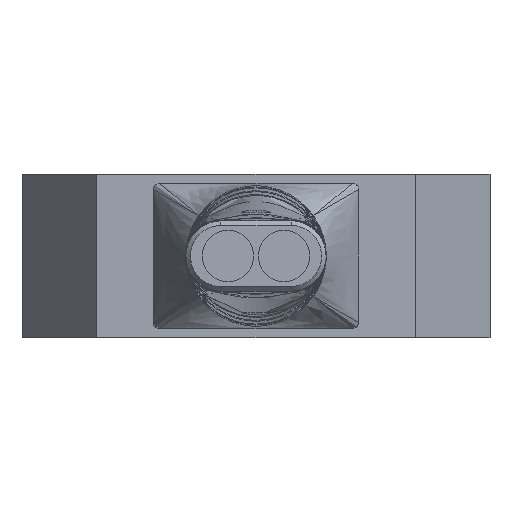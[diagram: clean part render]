
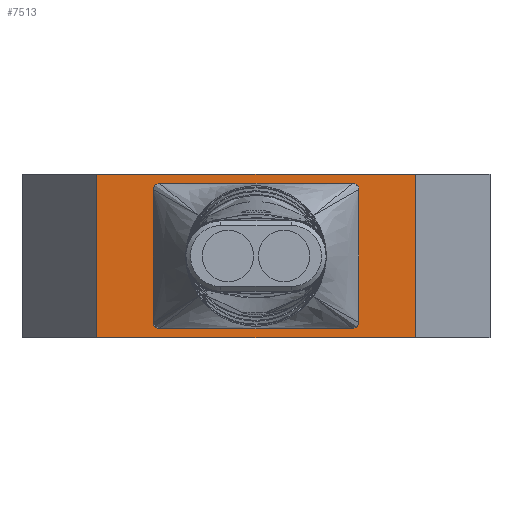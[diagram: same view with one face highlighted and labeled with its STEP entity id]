
A CAD part, front view. The second image highlights one B-rep face of the part: STEP entity #7513.
In plain terms, the highlighted planar face has unit normal (0, -1, 0).
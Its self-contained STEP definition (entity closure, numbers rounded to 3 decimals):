
#1=DIRECTION('',(1.,0.,0.));
#2=VECTOR('',#1,13.6);
#3=CARTESIAN_POINT('',(3.2,-32.,0.));
#4=LINE('',#3,#2);
#63=DIRECTION('',(0.,0.,-1.));
#64=VECTOR('',#63,7.);
#65=CARTESIAN_POINT('',(16.8,-32.,7.));
#66=LINE('',#65,#64);
#67=DIRECTION('',(0.,0.,-1.));
#68=VECTOR('',#67,7.);
#69=CARTESIAN_POINT('',(3.2,-32.,7.));
#70=LINE('',#69,#68);
#411=DIRECTION('',(-1.,0.,0.));
#412=VECTOR('',#411,13.6);
#413=CARTESIAN_POINT('',(16.8,-32.,7.));
#414=LINE('',#413,#412);
#1825=CARTESIAN_POINT('',(14.119,-32.,
0.4));
#1826=CARTESIAN_POINT('',(11.373,-32.,
0.4));
#1827=CARTESIAN_POINT('',(8.627,-32.,
0.4));
#1828=CARTESIAN_POINT('',(5.881,-32.,
0.4));
#1838=CARTESIAN_POINT('',(5.881,-32.,
0.4));
#1839=CARTESIAN_POINT('',(5.838,-32.,
0.4));
#1840=CARTESIAN_POINT('',(5.76,-32.,
0.415));
#1841=CARTESIAN_POINT('',(5.668,-32.,
0.473));
#1842=CARTESIAN_POINT('',(5.612,-32.,
0.559));
#1843=CARTESIAN_POINT('',(5.6,-32.,
0.624));
#1844=CARTESIAN_POINT('',(5.6,-32.,
0.66));
#1846=CARTESIAN_POINT('',(5.6,-32.,
0.66));
#1847=CARTESIAN_POINT('',(5.6,-32.,2.553));
#1848=CARTESIAN_POINT('',(5.6,-32.,4.447));
#1849=CARTESIAN_POINT('',(5.6,-32.,6.34));
#1863=CARTESIAN_POINT('',(5.6,-32.,6.34));
#1864=CARTESIAN_POINT('',(5.6,-32.,6.378));
#1865=CARTESIAN_POINT('',(5.615,-32.,6.446));
#1866=CARTESIAN_POINT('',(5.67,-32.,6.528));
#1867=CARTESIAN_POINT('',(5.766,-32.,6.587));
#1868=CARTESIAN_POINT('',(5.84,-32.,6.6));
#1869=CARTESIAN_POINT('',(5.881,-32.,6.6));
#1878=CARTESIAN_POINT('',(5.881,-32.,6.6));
#1879=CARTESIAN_POINT('',(8.627,-32.,6.6));
#1880=CARTESIAN_POINT('',(11.373,-32.,6.6));
#1881=CARTESIAN_POINT('',(14.119,-32.,6.6));
#1891=CARTESIAN_POINT('',(14.119,-32.,6.6));
#1892=CARTESIAN_POINT('',(14.162,-32.,6.6));
#1893=CARTESIAN_POINT('',(14.24,-32.,6.585));
#1894=CARTESIAN_POINT('',(14.332,-32.,6.527));
#1895=CARTESIAN_POINT('',(14.388,-32.,6.441));
#1896=CARTESIAN_POINT('',(14.4,-32.,6.376));
#1897=CARTESIAN_POINT('',(14.4,-32.,6.34));
#1899=CARTESIAN_POINT('',(14.4,-32.,6.34));
#1900=CARTESIAN_POINT('',(14.4,-32.,4.447));
#1901=CARTESIAN_POINT('',(14.4,-32.,2.553));
#1902=CARTESIAN_POINT('',(14.4,-32.,
0.66));
#1916=CARTESIAN_POINT('',(14.4,-32.,
0.66));
#1917=CARTESIAN_POINT('',(14.4,-32.,
0.622));
#1918=CARTESIAN_POINT('',(14.385,-32.,
0.554));
#1919=CARTESIAN_POINT('',(14.33,-32.,
0.472));
#1920=CARTESIAN_POINT('',(14.234,-32.,
0.413));
#1921=CARTESIAN_POINT('',(14.16,-32.,
0.4));
#1922=CARTESIAN_POINT('',(14.119,-32.,
0.4));
#6477=CARTESIAN_POINT('',(3.2,-32.,0.));
#6478=CARTESIAN_POINT('',(16.8,-32.,0.));
#6479=VERTEX_POINT('',#6477);
#6480=VERTEX_POINT('',#6478);
#6521=CARTESIAN_POINT('',(16.8,-32.,7.));
#6522=CARTESIAN_POINT('',(3.2,-32.,7.));
#6523=VERTEX_POINT('',#6521);
#6524=VERTEX_POINT('',#6522);
#6557=VERTEX_POINT('',#1825);
#6558=VERTEX_POINT('',#1828);
#6559=VERTEX_POINT('',#1916);
#6560=VERTEX_POINT('',#1899);
#6561=VERTEX_POINT('',#1891);
#6562=VERTEX_POINT('',#1878);
#6563=VERTEX_POINT('',#1863);
#6564=VERTEX_POINT('',#1846);
#7481=CARTESIAN_POINT('',(0.,-32.,0.));
#7482=DIRECTION('',(0.,-1.,0.));
#7483=DIRECTION('',(1.,0.,0.));
#7484=AXIS2_PLACEMENT_3D('',#7481,#7482,#7483);
#7485=PLANE('',#7484);
#7486=ORIENTED_EDGE('',*,*,#7434,.F.);
#7488=ORIENTED_EDGE('',*,*,#7487,.F.);
#7490=ORIENTED_EDGE('',*,*,#7489,.F.);
#7492=ORIENTED_EDGE('',*,*,#7491,.T.);
#7493=EDGE_LOOP('',(#7486,#7488,#7490,#7492));
#7494=FACE_OUTER_BOUND('',#7493,.F.);
#7496=ORIENTED_EDGE('',*,*,#7495,.F.);
#7498=ORIENTED_EDGE('',*,*,#7497,.F.);
#7500=ORIENTED_EDGE('',*,*,#7499,.F.);
#7502=ORIENTED_EDGE('',*,*,#7501,.F.);
#7504=ORIENTED_EDGE('',*,*,#7503,.F.);
#7506=ORIENTED_EDGE('',*,*,#7505,.F.);
#7508=ORIENTED_EDGE('',*,*,#7507,.F.);
#7510=ORIENTED_EDGE('',*,*,#7509,.F.);
#7511=EDGE_LOOP('',(#7496,#7498,#7500,#7502,#7504,#7506,#7508,#7510));
#7512=FACE_BOUND('',#7511,.F.);
#7513=ADVANCED_FACE('',(#7494,#7512),#7485,.T.);
#1829=B_SPLINE_CURVE_WITH_KNOTS('',3,(#1825,#1826,#1827,#1828),.UNSPECIFIED.,
.F.,.F.,(4,4),(0.,1.),.UNSPECIFIED.);
#1845=B_SPLINE_CURVE_WITH_KNOTS('',3,(#1838,#1839,#1840,#1841,#1842,#1843,
#1844),.UNSPECIFIED.,.F.,.F.,(4,1,1,1,4),(0.,0.25,0.5,0.75,1.),
.UNSPECIFIED.);
#1850=B_SPLINE_CURVE_WITH_KNOTS('',3,(#1846,#1847,#1848,#1849),.UNSPECIFIED.,
.F.,.F.,(4,4),(0.,1.),.UNSPECIFIED.);
#1870=B_SPLINE_CURVE_WITH_KNOTS('',3,(#1863,#1864,#1865,#1866,#1867,#1868,
#1869),.UNSPECIFIED.,.F.,.F.,(4,1,1,1,4),(0.,0.25,0.5,0.75,1.),
.UNSPECIFIED.);
#1882=B_SPLINE_CURVE_WITH_KNOTS('',3,(#1878,#1879,#1880,#1881),.UNSPECIFIED.,
.F.,.F.,(4,4),(0.,1.),.UNSPECIFIED.);
#1898=B_SPLINE_CURVE_WITH_KNOTS('',3,(#1891,#1892,#1893,#1894,#1895,#1896,
#1897),.UNSPECIFIED.,.F.,.F.,(4,1,1,1,4),(0.,0.25,0.5,0.75,1.),
.UNSPECIFIED.);
#1903=B_SPLINE_CURVE_WITH_KNOTS('',3,(#1899,#1900,#1901,#1902),.UNSPECIFIED.,
.F.,.F.,(4,4),(0.,1.),.UNSPECIFIED.);
#1923=B_SPLINE_CURVE_WITH_KNOTS('',3,(#1916,#1917,#1918,#1919,#1920,#1921,
#1922),.UNSPECIFIED.,.F.,.F.,(4,1,1,1,4),(0.,0.25,0.5,0.75,1.),
.UNSPECIFIED.);
#7434=EDGE_CURVE('',#6479,#6480,#4,.T.);
#7487=EDGE_CURVE('',#6524,#6479,#70,.T.);
#7489=EDGE_CURVE('',#6523,#6524,#414,.T.);
#7491=EDGE_CURVE('',#6523,#6480,#66,.T.);
#7495=EDGE_CURVE('',#6557,#6558,#1829,.T.);
#7497=EDGE_CURVE('',#6559,#6557,#1923,.T.);
#7499=EDGE_CURVE('',#6560,#6559,#1903,.T.);
#7501=EDGE_CURVE('',#6561,#6560,#1898,.T.);
#7503=EDGE_CURVE('',#6562,#6561,#1882,.T.);
#7505=EDGE_CURVE('',#6563,#6562,#1870,.T.);
#7507=EDGE_CURVE('',#6564,#6563,#1850,.T.);
#7509=EDGE_CURVE('',#6558,#6564,#1845,.T.);
